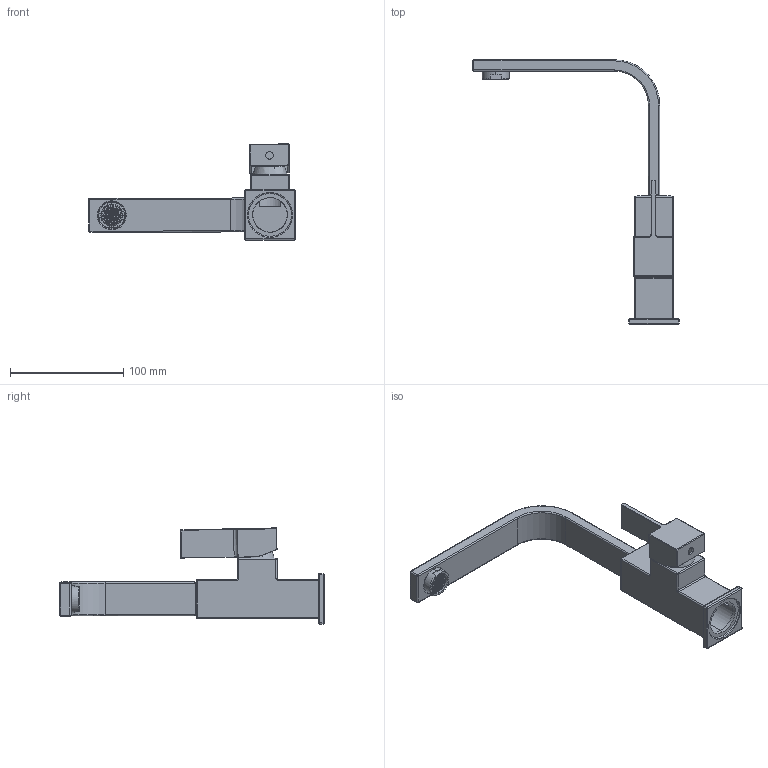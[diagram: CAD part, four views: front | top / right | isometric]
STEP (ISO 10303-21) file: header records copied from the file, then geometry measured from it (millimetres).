
FILE_DESCRIPTION (( 'STEP AP214' ), '1' );
FILE_NAME ('lavabo H tre.STEP', '2023-10-12T12:41:07', ( '' ), ( '' ), 'SwSTEP 2.0', 'SolidWorks 2018', '' );
FILE_SCHEMA (( 'AUTOMOTIVE_DESIGN' ));
Length unit declared in the file: millimetre
Products named in the file (1): lavabo H tre
Bounding box: 182.28 x 233.5 x 84.94 mm (x, y, z)
Surface area: 64051.4 mm2 (no closed solid volume)
Topology: 0 solids, 6 shells, 406 faces, 1411 edges, 979 vertices
Faces by surface type: plane 255, cylinder 103, sphere 24, torus 18, cone 4, bspline 2
Entity records: 19337 total; most frequent: CARTESIAN_POINT 3015, DIRECTION 2427, ORIENTED_EDGE 2114, EDGE_CURVE 1387, LINE 1109, VECTOR 1109, VERTEX_POINT 979, AXIS2_PLACEMENT_3D 659
